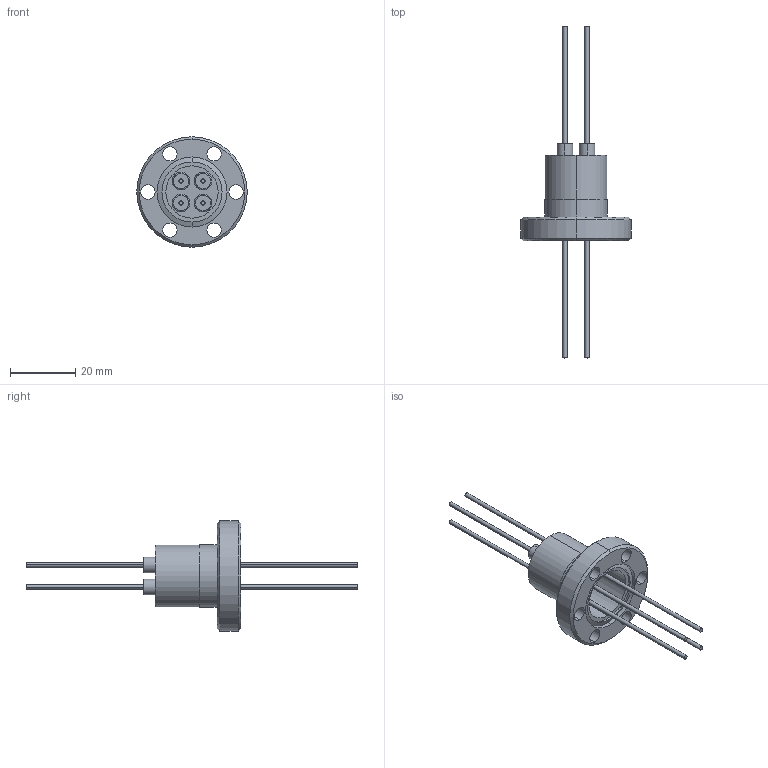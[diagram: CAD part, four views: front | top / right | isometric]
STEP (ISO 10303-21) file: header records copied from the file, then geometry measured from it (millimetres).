
FILE_DESCRIPTION (( 'STEP AP214' ), '1' );
FILE_NAME ('264-13CU1K-4-C16.STEP', '2015-06-11T08:45:43', ( 'allectra' ), ( 'Microsoft' ), 'SwSTEP 2.0', 'SolidWorks 2014', '' );
FILE_SCHEMA (( 'AUTOMOTIVE_DESIGN' ));
Length unit declared in the file: millimetre
Products named in the file (1): 264-13CU1K-4-C16
Bounding box: 33.78 x 101.6 x 33.78 mm (x, y, z)
Volume: 6950.9 mm3; surface area: 8142 mm2
Topology: 1 solids, 5 shells, 154 faces, 350 edges, 228 vertices
Faces by surface type: cylinder 92, plane 32, cone 22, torus 8
Entity records: 4795 total; most frequent: CARTESIAN_POINT 1050, DIRECTION 876, ORIENTED_EDGE 700, AXIS2_PLACEMENT_3D 381, EDGE_CURVE 350, VERTEX_POINT 228, CIRCLE 226, EDGE_LOOP 196
